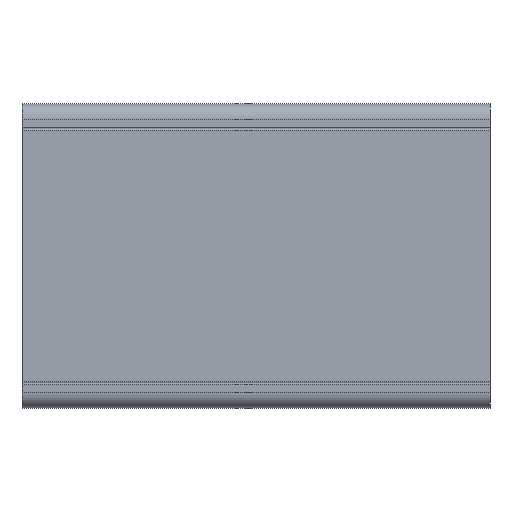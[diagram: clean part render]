
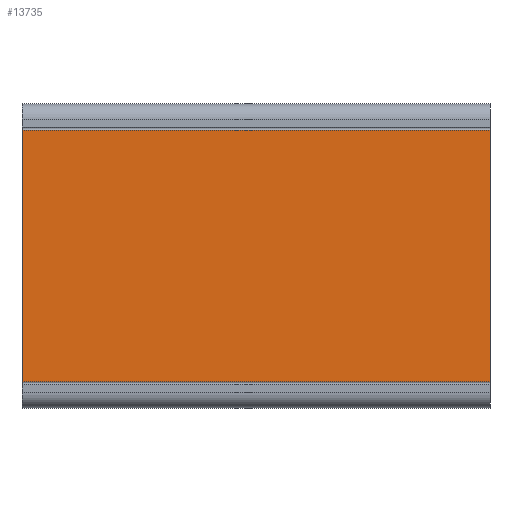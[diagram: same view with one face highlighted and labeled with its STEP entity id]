
A CAD part, top view. The second image highlights one B-rep face of the part: STEP entity #13735.
In plain terms, the highlighted planar face has unit normal (0, 0, 1).
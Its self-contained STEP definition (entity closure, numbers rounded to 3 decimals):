
#73 = PLANE('',#74);
#74 = AXIS2_PLACEMENT_3D('',#75,#76,#77);
#75 = CARTESIAN_POINT('',(60.,0.,0.075));
#76 = DIRECTION('',(1.,0.,0.));
#77 = DIRECTION('',(0.,0.,-1.));
#132 = PLANE('',#133);
#133 = AXIS2_PLACEMENT_3D('',#134,#135,#136);
#134 = CARTESIAN_POINT('',(-60.,0.,0.075));
#135 = DIRECTION('',(1.,0.,0.));
#136 = DIRECTION('',(0.,0.,-1.));
#6040 = VERTEX_POINT('',#6041);
#6041 = CARTESIAN_POINT('',(-60.,-32.27,21.5));
#6060 = CYLINDRICAL_SURFACE('',#6061,0.38);
#6061 = AXIS2_PLACEMENT_3D('',#6062,#6063,#6064);
#6062 = CARTESIAN_POINT('',(0.,-32.65,21.5));
#6063 = DIRECTION('',(1.,0.,0.));
#6064 = DIRECTION('',(0.,-1.,0.));
#6072 = EDGE_CURVE('',#6073,#6040,#6075,.T.);
#6073 = VERTEX_POINT('',#6074);
#6074 = CARTESIAN_POINT('',(-60.,32.27,21.5));
#6075 = SURFACE_CURVE('',#6076,(#6080,#6087),.PCURVE_S1.);
#6076 = LINE('',#6077,#6078);
#6077 = CARTESIAN_POINT('',(-60.,32.27,21.5));
#6078 = VECTOR('',#6079,1.);
#6079 = DIRECTION('',(0.,-1.,0.));
#6080 = PCURVE('',#132,#6081);
#6081 = DEFINITIONAL_REPRESENTATION('',(#6082),#6086);
#6082 = LINE('',#6083,#6084);
#6083 = CARTESIAN_POINT('',(-21.425,32.27));
#6084 = VECTOR('',#6085,1.);
#6085 = DIRECTION('',(0.,-1.));
#6086 = ( GEOMETRIC_REPRESENTATION_CONTEXT(2) 
PARAMETRIC_REPRESENTATION_CONTEXT() REPRESENTATION_CONTEXT('2D SPACE',''
  ) );
#6087 = PCURVE('',#6088,#6093);
#6088 = PLANE('',#6089);
#6089 = AXIS2_PLACEMENT_3D('',#6090,#6091,#6092);
#6090 = CARTESIAN_POINT('',(0.,-32.27,21.5));
#6091 = DIRECTION('',(0.,0.,1.));
#6092 = DIRECTION('',(1.,0.,0.));
#6093 = DEFINITIONAL_REPRESENTATION('',(#6094),#6098);
#6094 = LINE('',#6095,#6096);
#6095 = CARTESIAN_POINT('',(-60.,64.54));
#6096 = VECTOR('',#6097,1.);
#6097 = DIRECTION('',(0.,-1.));
#6098 = ( GEOMETRIC_REPRESENTATION_CONTEXT(2) 
PARAMETRIC_REPRESENTATION_CONTEXT() REPRESENTATION_CONTEXT('2D SPACE',''
  ) );
#6121 = CYLINDRICAL_SURFACE('',#6122,0.38);
#6122 = AXIS2_PLACEMENT_3D('',#6123,#6124,#6125);
#6123 = CARTESIAN_POINT('',(0.,32.65,21.5));
#6124 = DIRECTION('',(1.,0.,0.));
#6125 = DIRECTION('',(0.,-1.,0.));
#13691 = EDGE_CURVE('',#13692,#6040,#13694,.T.);
#13692 = VERTEX_POINT('',#13693);
#13693 = CARTESIAN_POINT('',(60.,-32.27,21.5));
#13694 = SURFACE_CURVE('',#13695,(#13699,#13706),.PCURVE_S1.);
#13695 = LINE('',#13696,#13697);
#13696 = CARTESIAN_POINT('',(60.,-32.27,21.5));
#13697 = VECTOR('',#13698,1.);
#13698 = DIRECTION('',(-1.,0.,0.));
#13699 = PCURVE('',#6060,#13700);
#13700 = DEFINITIONAL_REPRESENTATION('',(#13701),#13705);
#13701 = LINE('',#13702,#13703);
#13702 = CARTESIAN_POINT('',(3.142,60.));
#13703 = VECTOR('',#13704,1.);
#13704 = DIRECTION('',(0.,-1.));
#13705 = ( GEOMETRIC_REPRESENTATION_CONTEXT(2) 
PARAMETRIC_REPRESENTATION_CONTEXT() REPRESENTATION_CONTEXT('2D SPACE',''
  ) );
#13706 = PCURVE('',#6088,#13707);
#13707 = DEFINITIONAL_REPRESENTATION('',(#13708),#13712);
#13708 = LINE('',#13709,#13710);
#13709 = CARTESIAN_POINT('',(60.,0.));
#13710 = VECTOR('',#13711,1.);
#13711 = DIRECTION('',(-1.,0.));
#13712 = ( GEOMETRIC_REPRESENTATION_CONTEXT(2) 
PARAMETRIC_REPRESENTATION_CONTEXT() REPRESENTATION_CONTEXT('2D SPACE',''
  ) );
#13735 = ADVANCED_FACE('',(#13736),#6088,.T.);
#13736 = FACE_BOUND('',#13737,.T.);
#13737 = EDGE_LOOP('',(#13738,#13761,#13782,#13783));
#13738 = ORIENTED_EDGE('',*,*,#13739,.T.);
#13739 = EDGE_CURVE('',#13692,#13740,#13742,.T.);
#13740 = VERTEX_POINT('',#13741);
#13741 = CARTESIAN_POINT('',(60.,32.27,21.5));
#13742 = SURFACE_CURVE('',#13743,(#13747,#13754),.PCURVE_S1.);
#13743 = LINE('',#13744,#13745);
#13744 = CARTESIAN_POINT('',(60.,-32.27,21.5));
#13745 = VECTOR('',#13746,1.);
#13746 = DIRECTION('',(0.,1.,0.));
#13747 = PCURVE('',#6088,#13748);
#13748 = DEFINITIONAL_REPRESENTATION('',(#13749),#13753);
#13749 = LINE('',#13750,#13751);
#13750 = CARTESIAN_POINT('',(60.,0.));
#13751 = VECTOR('',#13752,1.);
#13752 = DIRECTION('',(0.,1.));
#13753 = ( GEOMETRIC_REPRESENTATION_CONTEXT(2) 
PARAMETRIC_REPRESENTATION_CONTEXT() REPRESENTATION_CONTEXT('2D SPACE',''
  ) );
#13754 = PCURVE('',#73,#13755);
#13755 = DEFINITIONAL_REPRESENTATION('',(#13756),#13760);
#13756 = LINE('',#13757,#13758);
#13757 = CARTESIAN_POINT('',(-21.425,-32.27));
#13758 = VECTOR('',#13759,1.);
#13759 = DIRECTION('',(0.,1.));
#13760 = ( GEOMETRIC_REPRESENTATION_CONTEXT(2) 
PARAMETRIC_REPRESENTATION_CONTEXT() REPRESENTATION_CONTEXT('2D SPACE',''
  ) );
#13761 = ORIENTED_EDGE('',*,*,#13762,.T.);
#13762 = EDGE_CURVE('',#13740,#6073,#13763,.T.);
#13763 = SURFACE_CURVE('',#13764,(#13768,#13775),.PCURVE_S1.);
#13764 = LINE('',#13765,#13766);
#13765 = CARTESIAN_POINT('',(60.,32.27,21.5));
#13766 = VECTOR('',#13767,1.);
#13767 = DIRECTION('',(-1.,0.,0.));
#13768 = PCURVE('',#6088,#13769);
#13769 = DEFINITIONAL_REPRESENTATION('',(#13770),#13774);
#13770 = LINE('',#13771,#13772);
#13771 = CARTESIAN_POINT('',(60.,64.54));
#13772 = VECTOR('',#13773,1.);
#13773 = DIRECTION('',(-1.,0.));
#13774 = ( GEOMETRIC_REPRESENTATION_CONTEXT(2) 
PARAMETRIC_REPRESENTATION_CONTEXT() REPRESENTATION_CONTEXT('2D SPACE',''
  ) );
#13775 = PCURVE('',#6121,#13776);
#13776 = DEFINITIONAL_REPRESENTATION('',(#13777),#13781);
#13777 = LINE('',#13778,#13779);
#13778 = CARTESIAN_POINT('',(0.,60.));
#13779 = VECTOR('',#13780,1.);
#13780 = DIRECTION('',(0.,-1.));
#13781 = ( GEOMETRIC_REPRESENTATION_CONTEXT(2) 
PARAMETRIC_REPRESENTATION_CONTEXT() REPRESENTATION_CONTEXT('2D SPACE',''
  ) );
#13782 = ORIENTED_EDGE('',*,*,#6072,.T.);
#13783 = ORIENTED_EDGE('',*,*,#13691,.F.);
